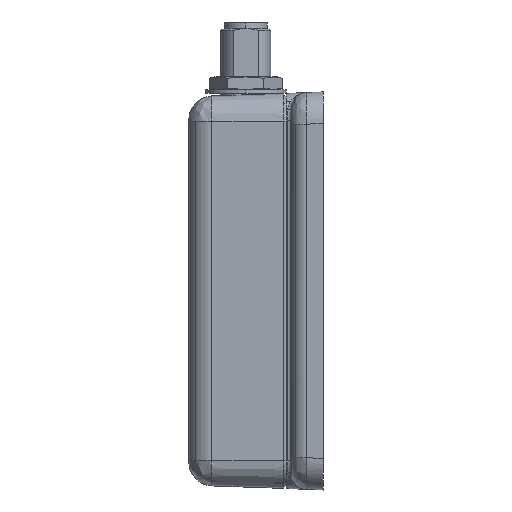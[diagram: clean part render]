
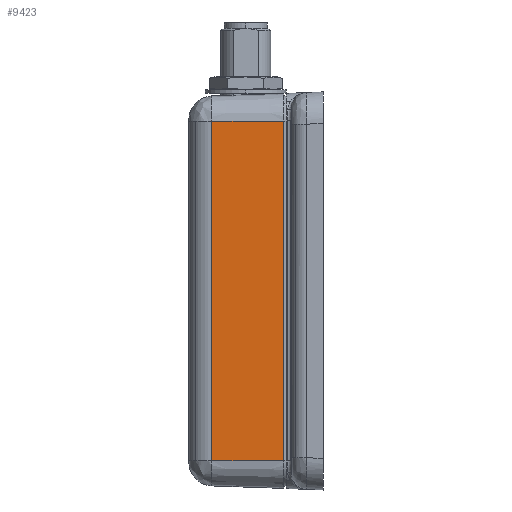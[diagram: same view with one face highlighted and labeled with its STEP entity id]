
A CAD part, left-side view. The second image highlights one B-rep face of the part: STEP entity #9423.
In plain terms, the highlighted face is planar.
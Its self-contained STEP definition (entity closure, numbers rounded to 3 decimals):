
#489 = DIRECTION ( 'NONE',  ( 1., 0., 0. ) ) ;
#1750 = VERTEX_POINT ( 'NONE', #47993 ) ;
#2649 = CARTESIAN_POINT ( 'NONE',  ( 21.5, -25., 0. ) ) ;
#2658 = DIRECTION ( 'NONE',  ( 0., 0.035, 0.999 ) ) ;
#2818 = CARTESIAN_POINT ( 'NONE',  ( 21.5, -24.682, 9.105 ) ) ;
#4729 = DIRECTION ( 'NONE',  ( -1., 0., 0. ) ) ;
#7388 = CARTESIAN_POINT ( 'NONE',  ( -21.5, -25., 0. ) ) ;
#9423 = ADVANCED_FACE ( 'NONE', ( #53970 ), #45156, .T. ) ;
#11501 = LINE ( 'NONE', #2649, #49590 ) ;
#12129 = LINE ( 'NONE', #7388, #45752 ) ;
#18881 = CARTESIAN_POINT ( 'NONE',  ( 21.5, -25., 0. ) ) ;
#19292 = ORIENTED_EDGE ( 'NONE', *, *, #33477, .F. ) ;
#21788 = LINE ( 'NONE', #39755, #44875 ) ;
#22086 = CARTESIAN_POINT ( 'NONE',  ( -21.5, -25., 0. ) ) ;
#22538 = VERTEX_POINT ( 'NONE', #32763 ) ;
#22617 = VERTEX_POINT ( 'NONE', #22086 ) ;
#23576 = EDGE_LOOP ( 'NONE', ( #19292, #24688, #49264, #57159 ) ) ;
#24688 = ORIENTED_EDGE ( 'NONE', *, *, #31910, .F. ) ;
#26546 = VERTEX_POINT ( 'NONE', #2818 ) ;
#27753 = LINE ( 'NONE', #36893, #43159 ) ;
#30902 = EDGE_CURVE ( 'NONE', #1750, #26546, #11501, .T. ) ;
#31910 = EDGE_CURVE ( 'NONE', #22617, #22538, #12129, .T. ) ;
#32763 = CARTESIAN_POINT ( 'NONE',  ( -21.5, -24.682, 9.105 ) ) ;
#33477 = EDGE_CURVE ( 'NONE', #22538, #26546, #21788, .T. ) ;
#35665 = AXIS2_PLACEMENT_3D ( 'NONE', #18881, #55664, #4729 ) ;
#36893 = CARTESIAN_POINT ( 'NONE',  ( -21.5, -25., 0. ) ) ;
#39755 = CARTESIAN_POINT ( 'NONE',  ( -21.5, -24.682, 9.105 ) ) ;
#43159 = VECTOR ( 'NONE', #45751, 1000. ) ;
#43378 = DIRECTION ( 'NONE',  ( 0., 0.035, 0.999 ) ) ;
#44875 = VECTOR ( 'NONE', #489, 1000. ) ;
#45156 = PLANE ( 'NONE',  #35665 ) ;
#45751 = DIRECTION ( 'NONE',  ( 1., 0., 0. ) ) ;
#45752 = VECTOR ( 'NONE', #2658, 1000. ) ;
#47228 = EDGE_CURVE ( 'NONE', #22617, #1750, #27753, .T. ) ;
#47993 = CARTESIAN_POINT ( 'NONE',  ( 21.5, -25., 0. ) ) ;
#49264 = ORIENTED_EDGE ( 'NONE', *, *, #47228, .T. ) ;
#49590 = VECTOR ( 'NONE', #43378, 1000. ) ;
#53970 = FACE_OUTER_BOUND ( 'NONE', #23576, .T. ) ;
#55664 = DIRECTION ( 'NONE',  ( 0., -0.999, 0.035 ) ) ;
#57159 = ORIENTED_EDGE ( 'NONE', *, *, #30902, .T. ) ;
